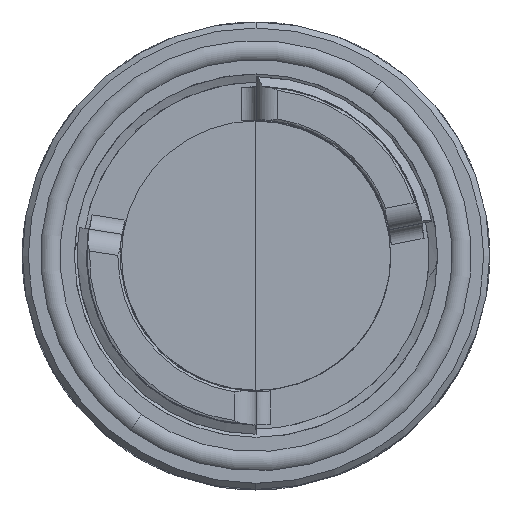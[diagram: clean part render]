
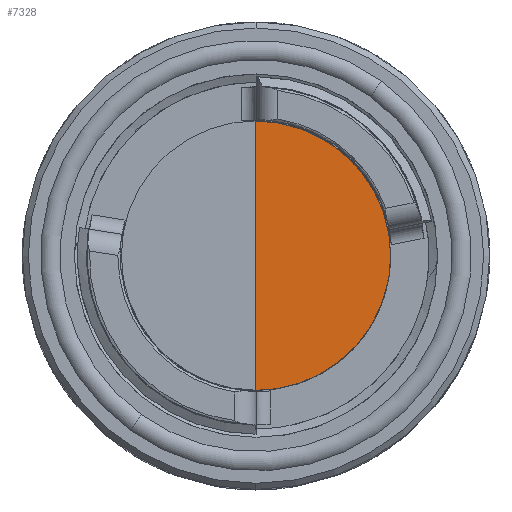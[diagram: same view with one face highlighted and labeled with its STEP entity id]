
A CAD part, top view. The second image highlights one B-rep face of the part: STEP entity #7328.
In plain terms, the highlighted planar face has unit normal (0, 0, 1).
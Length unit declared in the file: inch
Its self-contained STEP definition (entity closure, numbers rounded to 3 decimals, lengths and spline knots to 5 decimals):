
#235 = LINE ( 'NONE', #8989, #7536 ) ;
#272 = PLANE ( 'NONE',  #6184 ) ;
#611 = ORIENTED_EDGE ( 'NONE', *, *, #7919, .F. ) ;
#842 = CARTESIAN_POINT ( 'NONE',  ( -0.003, 0.56199, -0.741 ) ) ;
#863 = DIRECTION ( 'NONE',  ( 0., 1., 0. ) ) ;
#1318 = ORIENTED_EDGE ( 'NONE', *, *, #6205, .T. ) ;
#1942 = AXIS2_PLACEMENT_3D ( 'NONE', #2564, #3325, #7560 ) ;
#2254 = CIRCLE ( 'NONE', #1942, 0.56181 ) ;
#2266 = EDGE_LOOP ( 'NONE', ( #611, #7333, #1318 ) ) ;
#2564 = CARTESIAN_POINT ( 'NONE',  ( 0., 0.00019, -0.741 ) ) ;
#3117 = AXIS2_PLACEMENT_3D ( 'NONE', #9147, #3297, #4114 ) ;
#3297 = DIRECTION ( 'NONE',  ( 0., 0., 1. ) ) ;
#3325 = DIRECTION ( 'NONE',  ( 0., 0., 1. ) ) ;
#3509 = VERTEX_POINT ( 'NONE', #842 ) ;
#3704 = VERTEX_POINT ( 'NONE', #8047 ) ;
#3885 = FACE_OUTER_BOUND ( 'NONE', #2266, .T. ) ;
#4114 = DIRECTION ( 'NONE',  ( 1., 0., 0. ) ) ;
#5477 = VERTEX_POINT ( 'NONE', #6594 ) ;
#6184 = AXIS2_PLACEMENT_3D ( 'NONE', #8628, #6477, #6966 ) ;
#6205 = EDGE_CURVE ( 'NONE', #5477, #3509, #8753, .T. ) ;
#6477 = DIRECTION ( 'NONE',  ( 0., 0., -1. ) ) ;
#6594 = CARTESIAN_POINT ( 'NONE',  ( 0.56181, 0.00019, -0.741 ) ) ;
#6966 = DIRECTION ( 'NONE',  ( -1., 0., 0. ) ) ;
#7328 = ADVANCED_FACE ( 'NONE', ( #3885 ), #272, .F. ) ;
#7333 = ORIENTED_EDGE ( 'NONE', *, *, #7961, .T. ) ;
#7536 = VECTOR ( 'NONE', #863, 39.37008 ) ;
#7560 = DIRECTION ( 'NONE',  ( 1., 0., 0. ) ) ;
#7919 = EDGE_CURVE ( 'NONE', #3704, #3509, #235, .T. ) ;
#7961 = EDGE_CURVE ( 'NONE', #3704, #5477, #2254, .T. ) ;
#8047 = CARTESIAN_POINT ( 'NONE',  ( -0.003, -0.56162, -0.741 ) ) ;
#8628 = CARTESIAN_POINT ( 'NONE',  ( 0., 0.562, -0.741 ) ) ;
#8753 = CIRCLE ( 'NONE', #3117, 0.56181 ) ;
#8989 = CARTESIAN_POINT ( 'NONE',  ( -0.003, 0., -0.741 ) ) ;
#9147 = CARTESIAN_POINT ( 'NONE',  ( 0., 0.00019, -0.741 ) ) ;
